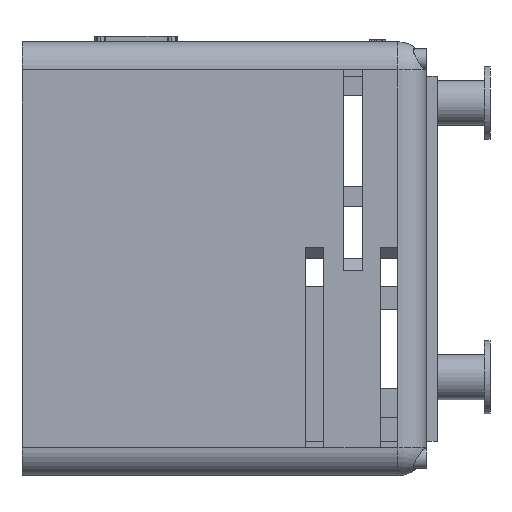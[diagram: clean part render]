
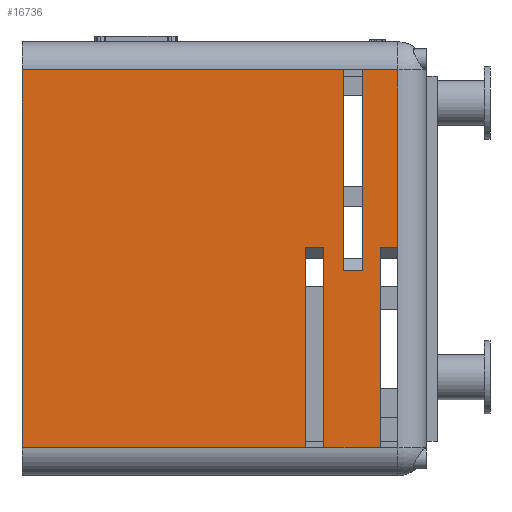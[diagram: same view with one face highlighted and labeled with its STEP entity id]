
A CAD part, left-side view. The second image highlights one B-rep face of the part: STEP entity #16736.
In plain terms, the highlighted planar face has unit normal (-1, 0, 0).
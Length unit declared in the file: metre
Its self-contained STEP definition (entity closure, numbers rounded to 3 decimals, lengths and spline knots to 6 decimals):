
#704=LINE('',#23583,#2270);
#705=LINE('',#23586,#2271);
#706=LINE('',#23588,#2272);
#707=LINE('',#23590,#2273);
#708=LINE('',#23592,#2274);
#709=LINE('',#23594,#2275);
#710=LINE('',#23596,#2276);
#711=LINE('',#23598,#2277);
#712=LINE('',#23600,#2278);
#713=LINE('',#23602,#2279);
#714=LINE('',#23604,#2280);
#715=LINE('',#23606,#2281);
#716=LINE('',#23608,#2282);
#717=LINE('',#23610,#2283);
#2270=VECTOR('',#19367,1.);
#2271=VECTOR('',#19368,1.);
#2272=VECTOR('',#19369,1.);
#2273=VECTOR('',#19370,1.);
#2274=VECTOR('',#19371,1.);
#2275=VECTOR('',#19372,1.);
#2276=VECTOR('',#19373,1.);
#2277=VECTOR('',#19374,1.);
#2278=VECTOR('',#19375,1.);
#2279=VECTOR('',#19376,1.);
#2280=VECTOR('',#19377,1.);
#2281=VECTOR('',#19378,1.);
#2282=VECTOR('',#19379,1.);
#2283=VECTOR('',#19380,1.);
#3852=PLANE('',#17865);
#4415=ORIENTED_EDGE('',*,*,#9509,.T.);
#4416=ORIENTED_EDGE('',*,*,#9510,.T.);
#4417=ORIENTED_EDGE('',*,*,#9511,.T.);
#4418=ORIENTED_EDGE('',*,*,#9512,.T.);
#4419=ORIENTED_EDGE('',*,*,#9513,.F.);
#4420=ORIENTED_EDGE('',*,*,#9514,.T.);
#4421=ORIENTED_EDGE('',*,*,#9515,.F.);
#4422=ORIENTED_EDGE('',*,*,#9516,.T.);
#4423=ORIENTED_EDGE('',*,*,#9517,.F.);
#4424=ORIENTED_EDGE('',*,*,#9518,.T.);
#4425=ORIENTED_EDGE('',*,*,#9519,.T.);
#4426=ORIENTED_EDGE('',*,*,#9520,.T.);
#4427=ORIENTED_EDGE('',*,*,#9521,.T.);
#4428=ORIENTED_EDGE('',*,*,#9522,.T.);
#9509=EDGE_CURVE('',#12082,#12083,#704,.T.);
#9510=EDGE_CURVE('',#12083,#12084,#705,.T.);
#9511=EDGE_CURVE('',#12084,#12085,#706,.T.);
#9512=EDGE_CURVE('',#12085,#12086,#707,.F.);
#9513=EDGE_CURVE('',#12087,#12086,#708,.T.);
#9514=EDGE_CURVE('',#12087,#12088,#709,.T.);
#9515=EDGE_CURVE('',#12089,#12088,#710,.T.);
#9516=EDGE_CURVE('',#12089,#12090,#711,.F.);
#9517=EDGE_CURVE('',#12091,#12090,#712,.T.);
#9518=EDGE_CURVE('',#12091,#12092,#713,.T.);
#9519=EDGE_CURVE('',#12092,#12093,#714,.T.);
#9520=EDGE_CURVE('',#12093,#12094,#715,.T.);
#9521=EDGE_CURVE('',#12094,#12095,#716,.T.);
#9522=EDGE_CURVE('',#12095,#12082,#717,.T.);
#12082=VERTEX_POINT('',#23584);
#12083=VERTEX_POINT('',#23585);
#12084=VERTEX_POINT('',#23587);
#12085=VERTEX_POINT('',#23589);
#12086=VERTEX_POINT('',#23591);
#12087=VERTEX_POINT('',#23593);
#12088=VERTEX_POINT('',#23595);
#12089=VERTEX_POINT('',#23597);
#12090=VERTEX_POINT('',#23599);
#12091=VERTEX_POINT('',#23601);
#12092=VERTEX_POINT('',#23603);
#12093=VERTEX_POINT('',#23605);
#12094=VERTEX_POINT('',#23607);
#12095=VERTEX_POINT('',#23609);
#14396=EDGE_LOOP('',(#4415,#4416,#4417,#4418,#4419,#4420,#4421,#4422,#4423,
#4424,#4425,#4426,#4427,#4428));
#15438=FACE_BOUND('',#14396,.T.);
#16736=ADVANCED_FACE('',(#15438),#3852,.F.);
#17865=AXIS2_PLACEMENT_3D('',#23582,#19365,#19366);
#19365=DIRECTION('',(1.,0.,0.));
#19366=DIRECTION('',(0.,0.,-1.));
#19367=DIRECTION('',(0.,0.,1.));
#19368=DIRECTION('',(0.,-1.,0.));
#19369=DIRECTION('',(0.,0.,1.));
#19370=DIRECTION('',(0.,-1.,0.));
#19371=DIRECTION('',(0.,0.,1.));
#19372=DIRECTION('',(0.,1.,0.));
#19373=DIRECTION('',(0.,0.,-1.));
#19374=DIRECTION('',(0.,-1.,0.));
#19375=DIRECTION('',(0.,0.,1.));
#19376=DIRECTION('',(0.,-1.,0.));
#19377=DIRECTION('',(0.,0.,1.));
#19378=DIRECTION('',(0.,-1.,0.));
#19379=DIRECTION('',(0.,0.,-1.));
#19380=DIRECTION('',(0.,-1.,0.));
#23582=CARTESIAN_POINT('',(-0.069353,0.072,-0.003333));
#23583=CARTESIAN_POINT('',(-0.069351,0.008108,-0.020163));
#23584=CARTESIAN_POINT('',(-0.06935,0.008108,-0.036992));
#23585=CARTESIAN_POINT('',(-0.069353,0.008108,-0.001334));
#23586=CARTESIAN_POINT('',(-0.069353,0.005,-0.001334));
#23587=CARTESIAN_POINT('',(-0.069353,0.005,-0.001334));
#23588=CARTESIAN_POINT('',(-0.069356,0.005,0.030324));
#23589=CARTESIAN_POINT('',(-0.069356,0.005,0.030324));
#23590=CARTESIAN_POINT('',(-0.069356,0.072,0.030324));
#23591=CARTESIAN_POINT('',(-0.069356,0.011257,0.030324));
#23592=CARTESIAN_POINT('',(-0.069354,0.011257,0.013495));
#23593=CARTESIAN_POINT('',(-0.069352,0.011257,-0.005334));
#23594=CARTESIAN_POINT('',(-0.069352,0.072,-0.005334));
#23595=CARTESIAN_POINT('',(-0.069352,0.014793,-0.005334));
#23596=CARTESIAN_POINT('',(-0.069354,0.014793,0.013495));
#23597=CARTESIAN_POINT('',(-0.069356,0.014793,0.030324));
#23598=CARTESIAN_POINT('',(-0.069356,0.072,0.030324));
#23599=CARTESIAN_POINT('',(-0.069356,0.072,0.030324));
#23600=CARTESIAN_POINT('',(-0.069353,0.072,-0.003333));
#23601=CARTESIAN_POINT('',(-0.06935,0.072,-0.036992));
#23602=CARTESIAN_POINT('',(-0.06935,0.072,-0.036992));
#23603=CARTESIAN_POINT('',(-0.06935,0.021478,-0.036992));
#23604=CARTESIAN_POINT('',(-0.069351,0.021478,-0.020163));
#23605=CARTESIAN_POINT('',(-0.069353,0.021478,-0.001334));
#23606=CARTESIAN_POINT('',(-0.069353,0.018239,-0.001334));
#23607=CARTESIAN_POINT('',(-0.069353,0.018239,-0.001334));
#23608=CARTESIAN_POINT('',(-0.069351,0.018239,-0.020163));
#23609=CARTESIAN_POINT('',(-0.06935,0.018239,-0.036992));
#23610=CARTESIAN_POINT('',(-0.06935,0.072,-0.036992));
